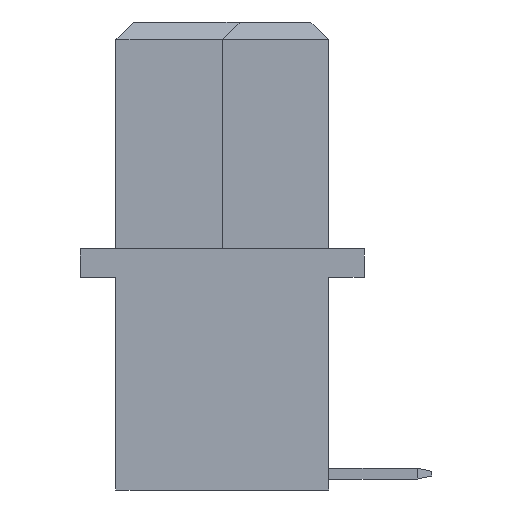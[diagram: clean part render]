
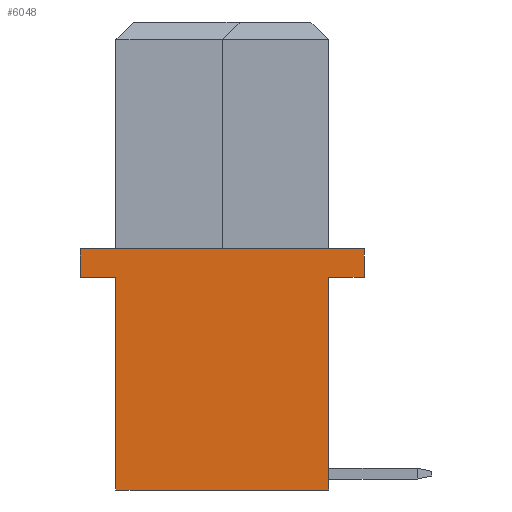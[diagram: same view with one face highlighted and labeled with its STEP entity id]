
A CAD part, left-side view. The second image highlights one B-rep face of the part: STEP entity #6048.
In plain terms, the highlighted planar face has unit normal (-1, 0, 0).
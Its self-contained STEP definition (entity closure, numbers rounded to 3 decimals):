
#177 = ORIENTED_EDGE ( 'NONE', *, *, #3740, .T. ) ;
#350 = CARTESIAN_POINT ( 'NONE',  ( -47., -3., -7.2 ) ) ;
#449 = CARTESIAN_POINT ( 'NONE',  ( -47., -3., -7.2 ) ) ;
#1014 = DIRECTION ( 'NONE',  ( 0., 1., 0. ) ) ;
#1809 = EDGE_CURVE ( 'NONE', #24425, #21463, #2319, .T. ) ;
#1935 = EDGE_CURVE ( 'NONE', #21463, #19857, #22676, .T. ) ;
#2319 = LINE ( 'NONE', #350, #25368 ) ;
#2604 = VECTOR ( 'NONE', #4765, 1000. ) ;
#3548 = DIRECTION ( 'NONE',  ( 0., -1., 0. ) ) ;
#3685 = CARTESIAN_POINT ( 'NONE',  ( -47., 4., -6.4 ) ) ;
#3740 = EDGE_CURVE ( 'NONE', #24425, #17752, #23807, .T. ) ;
#4011 = ORIENTED_EDGE ( 'NONE', *, *, #24846, .T. ) ;
#4765 = DIRECTION ( 'NONE',  ( 0., 0., -1. ) ) ;
#5402 = CARTESIAN_POINT ( 'NONE',  ( -47., -4., -13.2 ) ) ;
#5792 = EDGE_CURVE ( 'NONE', #13152, #19857, #21258, .T. ) ;
#6048 = ADVANCED_FACE ( 'NONE', ( #24807 ), #8431, .T. ) ;
#6060 = VECTOR ( 'NONE', #3548, 1000. ) ;
#6414 = CARTESIAN_POINT ( 'NONE',  ( -47., 4., -13.2 ) ) ;
#7152 = EDGE_CURVE ( 'NONE', #16644, #17752, #12780, .T. ) ;
#8431 = PLANE ( 'NONE',  #24764 ) ;
#8746 = LINE ( 'NONE', #16810, #2604 ) ;
#9656 = ORIENTED_EDGE ( 'NONE', *, *, #25347, .F. ) ;
#10009 = EDGE_CURVE ( 'NONE', #17390, #25870, #25332, .T. ) ;
#10706 = VECTOR ( 'NONE', #25400, 1000. ) ;
#10947 = ORIENTED_EDGE ( 'NONE', *, *, #10009, .F. ) ;
#11000 = VECTOR ( 'NONE', #1014, 1000. ) ;
#11059 = CARTESIAN_POINT ( 'NONE',  ( -47., 4., -7.2 ) ) ;
#11628 = ORIENTED_EDGE ( 'NONE', *, *, #1809, .F. ) ;
#12751 = CARTESIAN_POINT ( 'NONE',  ( -47., -3., -7.2 ) ) ;
#12780 = LINE ( 'NONE', #23098, #14672 ) ;
#13152 = VERTEX_POINT ( 'NONE', #15912 ) ;
#14055 = ORIENTED_EDGE ( 'NONE', *, *, #7152, .F. ) ;
#14510 = CARTESIAN_POINT ( 'NONE',  ( -47., -3., -13.2 ) ) ;
#14516 = EDGE_LOOP ( 'NONE', ( #23139, #11628, #177, #14055, #9656, #10947, #4011, #15595 ) ) ;
#14672 = VECTOR ( 'NONE', #20842, 1000. ) ;
#15232 = CARTESIAN_POINT ( 'NONE',  ( -47., -4., -7.2 ) ) ;
#15595 = ORIENTED_EDGE ( 'NONE', *, *, #5792, .T. ) ;
#15912 = CARTESIAN_POINT ( 'NONE',  ( -47., 3., -13.2 ) ) ;
#16644 = VERTEX_POINT ( 'NONE', #3685 ) ;
#16810 = CARTESIAN_POINT ( 'NONE',  ( -47., 3., -7.2 ) ) ;
#16822 = CARTESIAN_POINT ( 'NONE',  ( -47., -4., -6.4 ) ) ;
#17390 = VERTEX_POINT ( 'NONE', #24778 ) ;
#17752 = VERTEX_POINT ( 'NONE', #16822 ) ;
#18267 = VECTOR ( 'NONE', #18821, 1000. ) ;
#18821 = DIRECTION ( 'NONE',  ( 0., 0., 1. ) ) ;
#18959 = DIRECTION ( 'NONE',  ( 0., 0., -1. ) ) ;
#19857 = VERTEX_POINT ( 'NONE', #14510 ) ;
#20842 = DIRECTION ( 'NONE',  ( 0., -1., 0. ) ) ;
#20977 = CARTESIAN_POINT ( 'NONE',  ( -47., -4., -13.2 ) ) ;
#21093 = DIRECTION ( 'NONE',  ( 0., 0., 1. ) ) ;
#21258 = LINE ( 'NONE', #5402, #6060 ) ;
#21295 = CARTESIAN_POINT ( 'NONE',  ( -47., 4., -7.2 ) ) ;
#21310 = CARTESIAN_POINT ( 'NONE',  ( -47., -4., -13.2 ) ) ;
#21463 = VERTEX_POINT ( 'NONE', #449 ) ;
#22676 = LINE ( 'NONE', #12751, #22840 ) ;
#22706 = DIRECTION ( 'NONE',  ( -1., 0., 0. ) ) ;
#22790 = LINE ( 'NONE', #6414, #18267 ) ;
#22840 = VECTOR ( 'NONE', #18959, 1000. ) ;
#23098 = CARTESIAN_POINT ( 'NONE',  ( -47., 4., -6.4 ) ) ;
#23139 = ORIENTED_EDGE ( 'NONE', *, *, #1935, .F. ) ;
#23807 = LINE ( 'NONE', #21310, #10706 ) ;
#24264 = DIRECTION ( 'NONE',  ( 0., 1., 0. ) ) ;
#24425 = VERTEX_POINT ( 'NONE', #15232 ) ;
#24764 = AXIS2_PLACEMENT_3D ( 'NONE', #20977, #22706, #21093 ) ;
#24778 = CARTESIAN_POINT ( 'NONE',  ( -47., 3., -7.2 ) ) ;
#24807 = FACE_OUTER_BOUND ( 'NONE', #14516, .T. ) ;
#24846 = EDGE_CURVE ( 'NONE', #17390, #13152, #8746, .T. ) ;
#25332 = LINE ( 'NONE', #11059, #11000 ) ;
#25347 = EDGE_CURVE ( 'NONE', #25870, #16644, #22790, .T. ) ;
#25368 = VECTOR ( 'NONE', #24264, 1000. ) ;
#25400 = DIRECTION ( 'NONE',  ( 0., 0., 1. ) ) ;
#25870 = VERTEX_POINT ( 'NONE', #21295 ) ;
